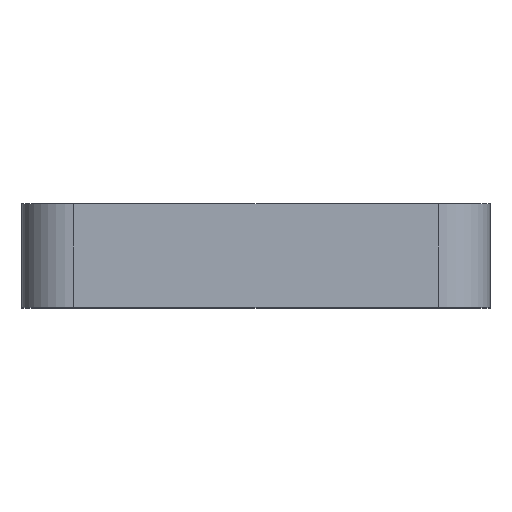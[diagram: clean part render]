
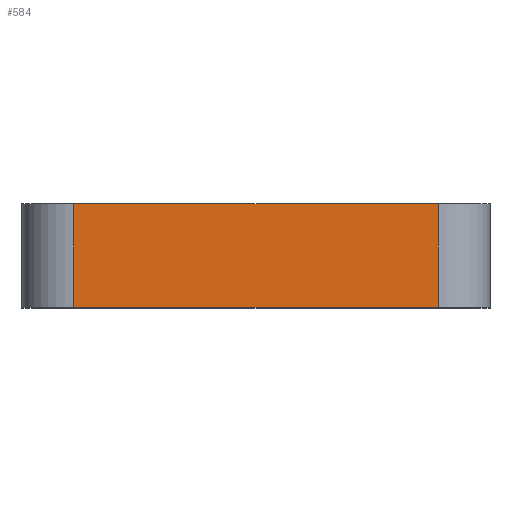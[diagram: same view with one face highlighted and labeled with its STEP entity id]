
A CAD part, top view. The second image highlights one B-rep face of the part: STEP entity #584.
In plain terms, the highlighted planar face has unit normal (0, 0, 1).
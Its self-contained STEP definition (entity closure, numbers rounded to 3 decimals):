
#328=CARTESIAN_POINT('',(105.5,-3.0,149.0));
#329=VERTEX_POINT('',#328);
#337=CARTESIAN_POINT('',(-105.5,-3.0,149.0));
#338=VERTEX_POINT('',#337);
#339=CARTESIAN_POINT('',(105.5,-3.0,149.0));
#340=DIRECTION('',(-1.0,0.0,0.0));
#341=VECTOR('',#340,211.0);
#342=LINE('',#339,#341);
#343=EDGE_CURVE('',#329,#338,#342,.T.);
#469=CARTESIAN_POINT('',(105.5,57.0,149.0));
#470=VERTEX_POINT('',#469);
#478=CARTESIAN_POINT('',(105.5,57.0,149.0));
#479=DIRECTION('',(0.0,-1.0,0.0));
#480=VECTOR('',#479,60.0);
#481=LINE('',#478,#480);
#482=EDGE_CURVE('',#470,#329,#481,.T.);
#548=CARTESIAN_POINT('',(-105.5,57.0,149.0));
#549=VERTEX_POINT('',#548);
#559=CARTESIAN_POINT('',(-105.5,-3.0,149.0));
#560=DIRECTION('',(0.0,1.0,0.0));
#561=VECTOR('',#560,60.0);
#562=LINE('',#559,#561);
#563=EDGE_CURVE('',#338,#549,#562,.T.);
#568=CARTESIAN_POINT('',(-135.5,0.0,149.0));
#569=DIRECTION('',(0.0,0.0,1.0));
#570=DIRECTION('',(1.0,0.0,0.0));
#571=AXIS2_PLACEMENT_3D('',#568,#569,#570);
#572=PLANE('',#571);
#573=ORIENTED_EDGE('',*,*,#482,.F.);
#574=CARTESIAN_POINT('',(-105.5,57.0,149.0));
#575=DIRECTION('',(1.0,0.0,0.0));
#576=VECTOR('',#575,211.0);
#577=LINE('',#574,#576);
#578=EDGE_CURVE('',#549,#470,#577,.T.);
#579=ORIENTED_EDGE('',*,*,#578,.F.);
#580=ORIENTED_EDGE('',*,*,#563,.F.);
#581=ORIENTED_EDGE('',*,*,#343,.F.);
#582=EDGE_LOOP('',(#573,#579,#580,#581));
#583=FACE_OUTER_BOUND('',#582,.T.);
#584=ADVANCED_FACE('',(#583),#572,.T.);
